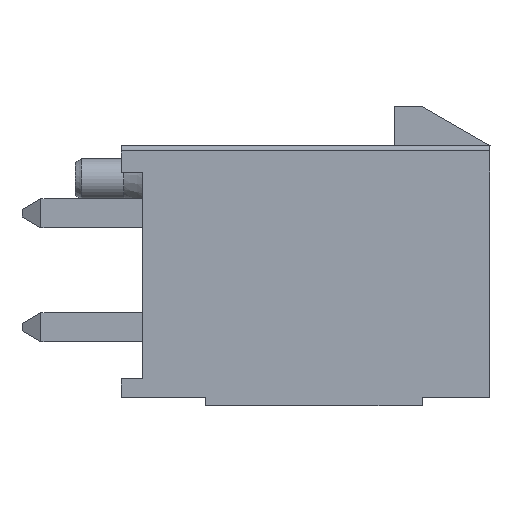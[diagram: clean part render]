
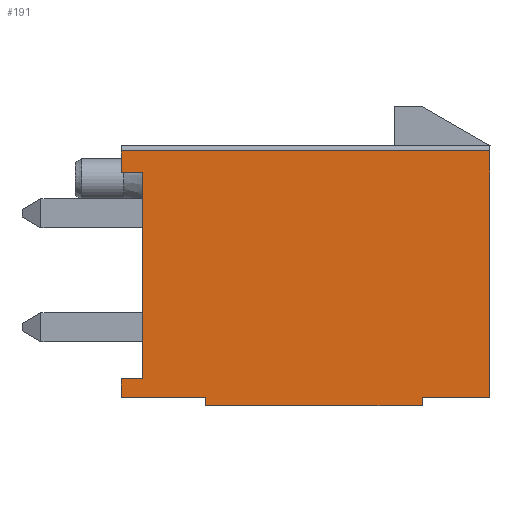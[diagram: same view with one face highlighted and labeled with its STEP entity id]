
A CAD part, left-side view. The second image highlights one B-rep face of the part: STEP entity #191.
In plain terms, the highlighted planar face has unit normal (-1, 0, 0).
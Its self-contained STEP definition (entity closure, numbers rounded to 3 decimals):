
#42=FACE_OUTER_BOUND('',#526,.T.);
#191=ADVANCED_FACE('',(#42),#343,.T.);
#343=PLANE('',#2714);
#526=EDGE_LOOP('',(#813,#814,#815,#816,#817,#818,#819,#820,#821,#822,#823,
#824));
#813=ORIENTED_EDGE('',*,*,#1755,.T.);
#814=ORIENTED_EDGE('',*,*,#1756,.F.);
#815=ORIENTED_EDGE('',*,*,#1757,.T.);
#816=ORIENTED_EDGE('',*,*,#1671,.T.);
#817=ORIENTED_EDGE('',*,*,#1758,.F.);
#818=ORIENTED_EDGE('',*,*,#1759,.F.);
#819=ORIENTED_EDGE('',*,*,#1753,.T.);
#820=ORIENTED_EDGE('',*,*,#1760,.F.);
#821=ORIENTED_EDGE('',*,*,#1761,.F.);
#822=ORIENTED_EDGE('',*,*,#1762,.T.);
#823=ORIENTED_EDGE('',*,*,#1749,.T.);
#824=ORIENTED_EDGE('',*,*,#1637,.F.);
#1410=VERTEX_POINT('',#3551);
#1411=VERTEX_POINT('',#3553);
#1444=VERTEX_POINT('',#3620);
#1445=VERTEX_POINT('',#3622);
#1515=VERTEX_POINT('',#3777);
#1518=VERTEX_POINT('',#3783);
#1519=VERTEX_POINT('',#3785);
#1520=VERTEX_POINT('',#3789);
#1521=VERTEX_POINT('',#3791);
#1522=VERTEX_POINT('',#3794);
#1523=VERTEX_POINT('',#3797);
#1524=VERTEX_POINT('',#3799);
#1637=EDGE_CURVE('',#1410,#1411,#1997,.T.);
#1671=EDGE_CURVE('',#1445,#1444,#2030,.T.);
#1749=EDGE_CURVE('',#1515,#1411,#2108,.T.);
#1753=EDGE_CURVE('',#1519,#1518,#2112,.T.);
#1755=EDGE_CURVE('',#1410,#1520,#2114,.T.);
#1756=EDGE_CURVE('',#1521,#1520,#2115,.T.);
#1757=EDGE_CURVE('',#1521,#1445,#2116,.T.);
#1758=EDGE_CURVE('',#1522,#1444,#2117,.T.);
#1759=EDGE_CURVE('',#1519,#1522,#2118,.T.);
#1760=EDGE_CURVE('',#1523,#1518,#2119,.T.);
#1761=EDGE_CURVE('',#1524,#1523,#2120,.T.);
#1762=EDGE_CURVE('',#1524,#1515,#2121,.T.);
#1997=LINE('',#3552,#2351);
#2030=LINE('',#3621,#2384);
#2108=LINE('',#3776,#2462);
#2112=LINE('',#3784,#2466);
#2114=LINE('',#3788,#2468);
#2115=LINE('',#3790,#2469);
#2116=LINE('',#3792,#2470);
#2117=LINE('',#3793,#2471);
#2118=LINE('',#3795,#2472);
#2119=LINE('',#3796,#2473);
#2120=LINE('',#3798,#2474);
#2121=LINE('',#3800,#2475);
#2351=VECTOR('',#2872,1.);
#2384=VECTOR('',#2909,1.);
#2462=VECTOR('',#3001,1.);
#2466=VECTOR('',#3005,1.);
#2468=VECTOR('',#3009,1.);
#2469=VECTOR('',#3010,1.);
#2470=VECTOR('',#3011,1.);
#2471=VECTOR('',#3012,1.);
#2472=VECTOR('',#3013,1.);
#2473=VECTOR('',#3014,1.);
#2474=VECTOR('',#3015,1.);
#2475=VECTOR('',#3016,1.);
#2714=AXIS2_PLACEMENT_3D('',#3801,#3017,#3018);
#2872=DIRECTION('',(0.,0.,-1.));
#2909=DIRECTION('',(0.,0.,-1.));
#3001=DIRECTION('',(0.,-1.,0.));
#3005=DIRECTION('',(0.,-1.,0.));
#3009=DIRECTION('',(0.,1.,0.));
#3010=DIRECTION('',(0.,0.,1.));
#3011=DIRECTION('',(0.,-1.,0.));
#3012=DIRECTION('',(0.,-1.,0.));
#3013=DIRECTION('',(0.,0.,1.));
#3014=DIRECTION('',(0.,0.,1.));
#3015=DIRECTION('',(0.,1.,0.));
#3016=DIRECTION('',(0.,0.,1.));
#3017=DIRECTION('',(-1.,0.,0.));
#3018=DIRECTION('',(0.,0.,1.));
#3551=CARTESIAN_POINT('',(-21.7,-4.1,9.1));
#3552=CARTESIAN_POINT('',(-21.7,-4.1,0.));
#3553=CARTESIAN_POINT('',(-21.7,-4.1,0.));
#3620=CARTESIAN_POINT('',(-21.7,8.7,0.7));
#3621=CARTESIAN_POINT('',(-21.7,8.7,0.));
#3622=CARTESIAN_POINT('',(-21.7,8.7,8.3));
#3776=CARTESIAN_POINT('',(-21.7,-4.1,0.));
#3777=CARTESIAN_POINT('',(-21.7,-1.6,0.));
#3783=CARTESIAN_POINT('',(-21.7,6.4,0.));
#3784=CARTESIAN_POINT('',(-21.7,-4.1,0.));
#3785=CARTESIAN_POINT('',(-21.7,9.5,0.));
#3788=CARTESIAN_POINT('',(-21.7,-4.1,9.1));
#3789=CARTESIAN_POINT('',(-21.7,9.5,9.1));
#3790=CARTESIAN_POINT('',(-21.7,9.5,8.3));
#3791=CARTESIAN_POINT('',(-21.7,9.5,8.3));
#3792=CARTESIAN_POINT('',(-21.7,9.5,8.3));
#3793=CARTESIAN_POINT('',(-21.7,9.5,0.7));
#3794=CARTESIAN_POINT('',(-21.7,9.5,0.7));
#3795=CARTESIAN_POINT('',(-21.7,9.5,0.));
#3796=CARTESIAN_POINT('',(-21.7,6.4,-0.3));
#3797=CARTESIAN_POINT('',(-21.7,6.4,-0.3));
#3798=CARTESIAN_POINT('',(-21.7,-1.6,-0.3));
#3799=CARTESIAN_POINT('',(-21.7,-1.6,-0.3));
#3800=CARTESIAN_POINT('',(-21.7,-1.6,-0.3));
#3801=CARTESIAN_POINT('',(-21.7,-4.1,0.));
